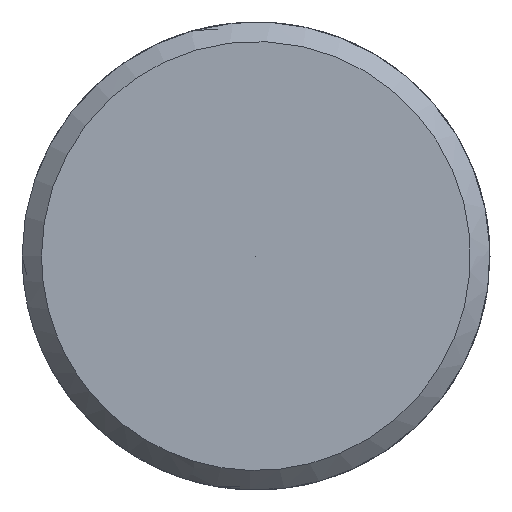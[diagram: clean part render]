
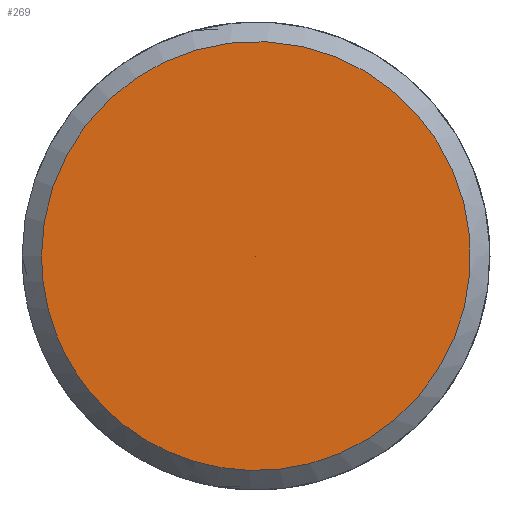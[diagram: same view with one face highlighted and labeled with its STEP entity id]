
A CAD part, left-side view. The second image highlights one B-rep face of the part: STEP entity #269.
In plain terms, the highlighted free-form (B-spline) face has degree [5, 1] with [6, 2] control points.
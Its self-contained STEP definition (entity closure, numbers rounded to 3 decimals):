
#235 = CARTESIAN_POINT ('', (-74., 0., 0.));
#236 = VERTEX_POINT ('', #235);
#237 = CARTESIAN_POINT ('', (-74., 2.75, 0.));
#238 = VERTEX_POINT ('', #237);
#239 = CARTESIAN_POINT ('', (-74., 0., 0.));
#240 = CARTESIAN_POINT ('', (-74., 2.75, 0.));
#241 = B_SPLINE_CURVE_WITH_KNOTS ('', 1, (#239, #240), .UNSPECIFIED., .F., .U., (2, 2), (0., 1.), .UNSPECIFIED.);
#242 = EDGE_CURVE ('', #236, #238, #241, .T.);
#243 = ORIENTED_EDGE ('', *, *, #242, .F.);
#244 = ORIENTED_EDGE ('', *, *, #242, .T.);
#245 = CARTESIAN_POINT ('', (-74., 2.75, 0.));
#246 = CARTESIAN_POINT ('', (-74., 2.75, 11.));
#247 = CARTESIAN_POINT ('', (-74., -8.25, 5.5));
#248 = CARTESIAN_POINT ('', (-74., -8.25, -5.5));
#249 = CARTESIAN_POINT ('', (-74., 2.75, -11.));
#250 = CARTESIAN_POINT ('', (-74., 2.75, 0.));
#251 = (
   BOUNDED_CURVE ()
   B_SPLINE_CURVE (5, (#245, #246, #247, #248, #249, #250), .UNSPECIFIED., .T., .U.)
   B_SPLINE_CURVE_WITH_KNOTS ((6, 6), (0., 1.), .UNSPECIFIED.)
   CURVE ()
   GEOMETRIC_REPRESENTATION_ITEM ()
   RATIONAL_B_SPLINE_CURVE ((5., 1., 1., 1., 1., 5.))
   REPRESENTATION_ITEM ('')
);
#252 = EDGE_CURVE ('', #238, #238, #251, .T.);
#253 = ORIENTED_EDGE ('', *, *, #252, .F.);
#254 = EDGE_LOOP ('', (#243, #244, #253));
#255 = FACE_OUTER_BOUND ('', #254, .T.);
#256 = CARTESIAN_POINT ('', (-74., 0., 0.));
#257 = CARTESIAN_POINT ('', (-74., 2.75, 0.));
#258 = CARTESIAN_POINT ('', (-74., 0., 0.));
#259 = CARTESIAN_POINT ('', (-74., 2.75, 11.));
#260 = CARTESIAN_POINT ('', (-74., 0., 0.));
#261 = CARTESIAN_POINT ('', (-74., -8.25, 5.5));
#262 = CARTESIAN_POINT ('', (-74., 0., 0.));
#263 = CARTESIAN_POINT ('', (-74., -8.25, -5.5));
#264 = CARTESIAN_POINT ('', (-74., 0., 0.));
#265 = CARTESIAN_POINT ('', (-74., 2.75, -11.));
#266 = CARTESIAN_POINT ('', (-74., 0., 0.));
#267 = CARTESIAN_POINT ('', (-74., 2.75, 0.));
#268 = (
   BOUNDED_SURFACE ()
   B_SPLINE_SURFACE (5, 1, ((#256, #257), (#258, #259), (#260, #261), (#262, #263), (#264, #265), (#266, #267)), .UNSPECIFIED., .T., .F., .U.)
   B_SPLINE_SURFACE_WITH_KNOTS ((6, 6), (2, 2), (0., 1.), (0., 1.), .UNSPECIFIED.)
   SURFACE ()
   GEOMETRIC_REPRESENTATION_ITEM ()
   RATIONAL_B_SPLINE_SURFACE (((5., 5.), (1., 1.), (1., 1.), (1., 1.), (1., 1.), (5., 5.)))
   REPRESENTATION_ITEM ('')
);
#269 = ADVANCED_FACE ('', (#255), #268, .T.);
